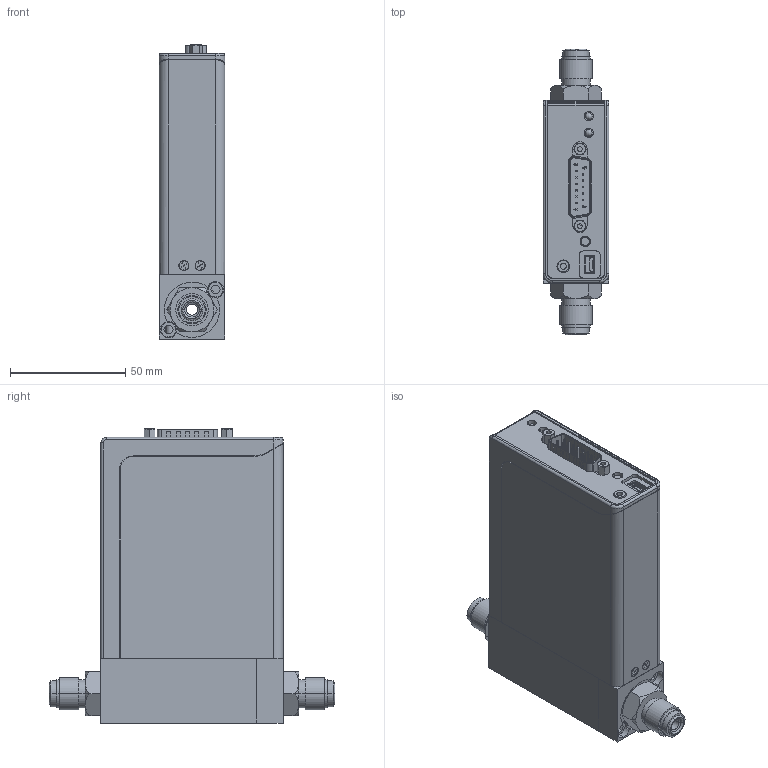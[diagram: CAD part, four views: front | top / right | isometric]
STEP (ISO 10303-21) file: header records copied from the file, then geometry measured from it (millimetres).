
FILE_DESCRIPTION (( 'STEP AP203' ), '1' );
FILE_NAME ('GF040-VX-S5.STEP', '2016-02-05T13:52:19', ( 'mrutkowski' ), ( 'Hewlett-Packard Company' ), 'SwSTEP 2.0', 'SolidWorks 2014', '' );
FILE_SCHEMA (( 'CONFIG_CONTROL_DESIGN' ));
Length unit declared in the file: inch
Products named in the file (1): GF040-VX-S5
Bounding box: 28.57 x 123.95 x 127.48 mm (x, y, z)
Surface area: 47875.5 mm2 (no closed solid volume)
Topology: 0 solids, 31 shells, 556 faces, 1756 edges, 1224 vertices
Faces by surface type: plane 332, cylinder 133, cone 68, bspline 23
Entity records: 21066 total; most frequent: CARTESIAN_POINT 5848, DIRECTION 3040, ORIENTED_EDGE 2826, EDGE_CURVE 1752, VERTEX_POINT 1224, LINE 1190, VECTOR 1190, AXIS2_PLACEMENT_3D 925
